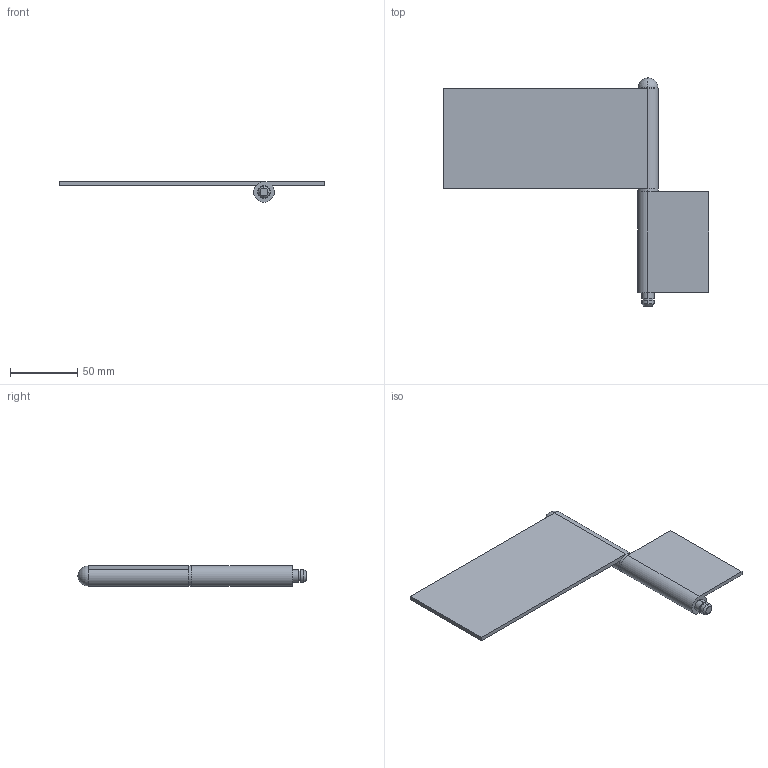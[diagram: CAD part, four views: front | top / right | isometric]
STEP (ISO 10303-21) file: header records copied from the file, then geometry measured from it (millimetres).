
FILE_DESCRIPTION (( 'STEP AP203' ), '1' );
FILE_NAME ('B-1061-1.STEP', '2008-12-08T06:32:47', ( ' ' ), ( ' ' ), 'SwSTEP 2.0', 'SolidWorks 2007', '' );
FILE_SCHEMA (( 'CONFIG_CONTROL_DESIGN' ));
Length unit declared in the file: millimetre
Products named in the file (5): B-1061-1; B-1061-1僸儞僕A__棉太倌; B-1061-1僔儍僼僩_棉太倌; B-1061-1儚僢僔儍乕_棉太倌; B-1006-1僸儞僕B_棉太倌
Assembly tree (4 placements, depth 2):
  B-1061-1
    B-1061-1僔儍僼僩_棉太倌
    B-1006-1僸儞僕B_棉太倌
    B-1061-1僸儞僕A__棉太倌
    B-1061-1儚僢僔儍乕_棉太倌
Bounding box: 197 x 169.5 x 15.3 mm (x, y, z)
Volume: 71619.4 mm3; surface area: 46625.7 mm2
Topology: 4 solids, 4 shells, 41 faces, 86 edges, 56 vertices
Faces by surface type: cylinder 20, plane 17, cone 2, torus 2
Entity records: 1649 total; most frequent: DIRECTION 228, CARTESIAN_POINT 190, ORIENTED_EDGE 172, AXIS2_PLACEMENT_3D 94, EDGE_CURVE 86, VERTEX_POINT 56, EDGE_LOOP 50, CIRCLE 46
